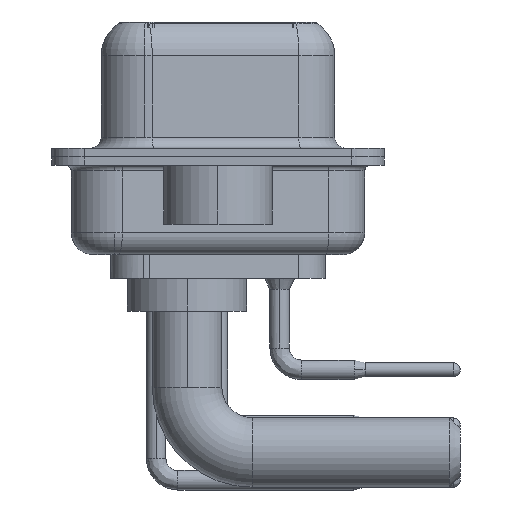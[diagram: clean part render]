
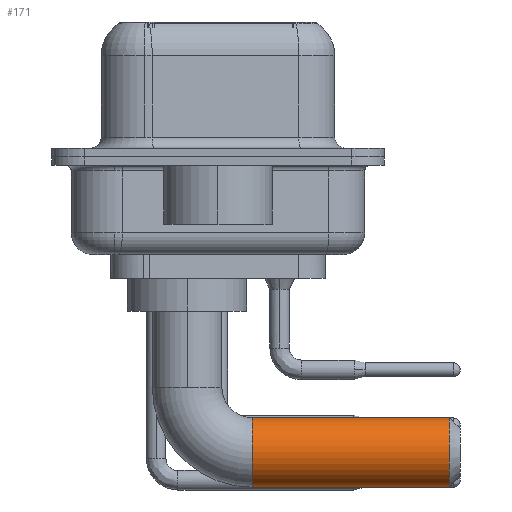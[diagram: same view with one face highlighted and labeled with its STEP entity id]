
A CAD part, left-side view. The second image highlights one B-rep face of the part: STEP entity #171.
In plain terms, the highlighted cylindrical face has radius 1.6 mm (diameter 3.2 mm), a partial arc.
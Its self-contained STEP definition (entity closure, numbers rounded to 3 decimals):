
#171 = ADVANCED_FACE ( 'NONE', ( #14706 ), #24414, .T. ) ;
#766 = DIRECTION ( 'NONE',  ( 0., -1., 0. ) ) ;
#998 = CARTESIAN_POINT ( 'NONE',  ( 0., -3., -8.1 ) ) ;
#2206 = DIRECTION ( 'NONE',  ( 0., 0., -1. ) ) ;
#4213 = CARTESIAN_POINT ( 'NONE',  ( 0., -3., -6.5 ) ) ;
#6244 = EDGE_CURVE ( 'NONE', #9852, #9174, #24652, .T. ) ;
#7171 = VECTOR ( 'NONE', #24974, 1000. ) ;
#8034 = EDGE_CURVE ( 'NONE', #16068, #23373, #18193, .T. ) ;
#8502 = CARTESIAN_POINT ( 'NONE',  ( 0., -3., -8.1 ) ) ;
#8673 = ORIENTED_EDGE ( 'NONE', *, *, #6244, .F. ) ;
#9174 = VERTEX_POINT ( 'NONE', #25439 ) ;
#9304 = EDGE_CURVE ( 'NONE', #9852, #16068, #29728, .T. ) ;
#9852 = VERTEX_POINT ( 'NONE', #13383 ) ;
#10052 = CIRCLE ( 'NONE', #24761, 1.6 ) ;
#10314 = DIRECTION ( 'NONE',  ( -1., 0., 0. ) ) ;
#13383 = CARTESIAN_POINT ( 'NONE',  ( 0., -3., -4.9 ) ) ;
#14262 = DIRECTION ( 'NONE',  ( 0., 1., 0. ) ) ;
#14706 = FACE_OUTER_BOUND ( 'NONE', #25152, .T. ) ;
#14868 = EDGE_CURVE ( 'NONE', #23373, #9174, #10052, .T. ) ;
#15083 = DIRECTION ( 'NONE',  ( 0., -1., 0. ) ) ;
#15328 = ORIENTED_EDGE ( 'NONE', *, *, #8034, .T. ) ;
#15812 = CARTESIAN_POINT ( 'NONE',  ( 0., -12.07, -8.1 ) ) ;
#16068 = VERTEX_POINT ( 'NONE', #998 ) ;
#17044 = DIRECTION ( 'NONE',  ( 0., 0., -1. ) ) ;
#18193 = LINE ( 'NONE', #8502, #30135 ) ;
#21694 = AXIS2_PLACEMENT_3D ( 'NONE', #4213, #21801, #2206 ) ;
#21801 = DIRECTION ( 'NONE',  ( 0., -1., 0. ) ) ;
#23373 = VERTEX_POINT ( 'NONE', #15812 ) ;
#24414 = CYLINDRICAL_SURFACE ( 'NONE', #21694, 1.6 ) ;
#24505 = AXIS2_PLACEMENT_3D ( 'NONE', #29349, #15083, #10314 ) ;
#24652 = LINE ( 'NONE', #27767, #7171 ) ;
#24761 = AXIS2_PLACEMENT_3D ( 'NONE', #29858, #14262, #17044 ) ;
#24974 = DIRECTION ( 'NONE',  ( 0., -1., 0. ) ) ;
#25152 = EDGE_LOOP ( 'NONE', ( #8673, #27084, #15328, #30219 ) ) ;
#25439 = CARTESIAN_POINT ( 'NONE',  ( 0., -12.07, -4.9 ) ) ;
#27084 = ORIENTED_EDGE ( 'NONE', *, *, #9304, .T. ) ;
#27767 = CARTESIAN_POINT ( 'NONE',  ( 0., -3., -4.9 ) ) ;
#29349 = CARTESIAN_POINT ( 'NONE',  ( 0., -3., -6.5 ) ) ;
#29728 = CIRCLE ( 'NONE', #24505, 1.6 ) ;
#29858 = CARTESIAN_POINT ( 'NONE',  ( 0., -12.07, -6.5 ) ) ;
#30135 = VECTOR ( 'NONE', #766, 1000. ) ;
#30219 = ORIENTED_EDGE ( 'NONE', *, *, #14868, .T. ) ;
